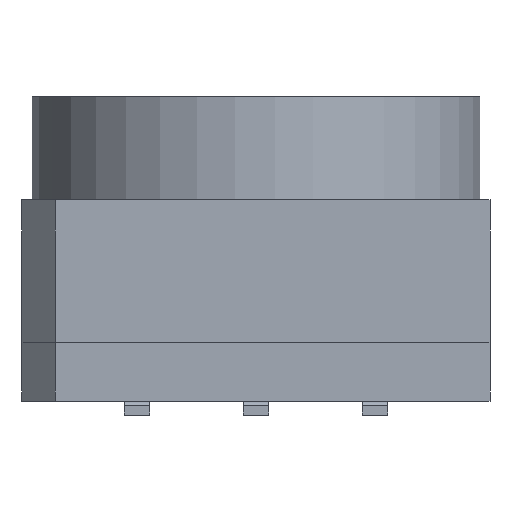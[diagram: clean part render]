
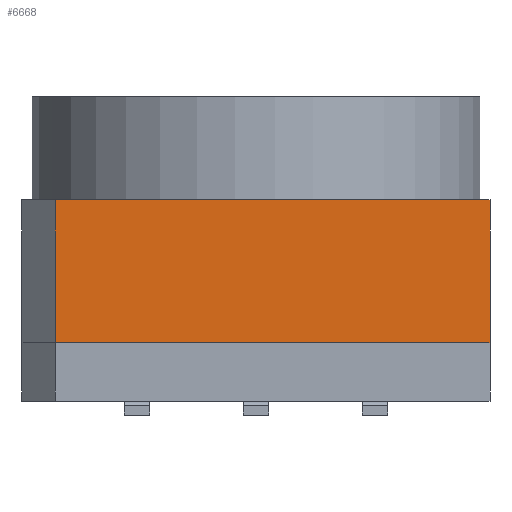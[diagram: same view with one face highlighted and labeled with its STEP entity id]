
A CAD part, left-side view. The second image highlights one B-rep face of the part: STEP entity #6668.
In plain terms, the highlighted planar face has unit normal (-1, 0, 0).
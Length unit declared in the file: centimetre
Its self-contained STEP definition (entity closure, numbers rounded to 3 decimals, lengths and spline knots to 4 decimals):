
#477=FACE_OUTER_BOUND('',#868,.T.);
#868=EDGE_LOOP('',(#4705,#4706,#4707,#4708));
#1337=LINE('',#8909,#2074);
#1367=LINE('',#8974,#2104);
#1370=LINE('',#8980,#2107);
#1377=LINE('',#8995,#2114);
#2074=VECTOR('',#7557,1.);
#2104=VECTOR('',#7617,1.);
#2107=VECTOR('',#7622,1.);
#2114=VECTOR('',#7633,1.);
#2816=VERTEX_POINT('',#8899);
#2819=VERTEX_POINT('',#8907);
#2839=VERTEX_POINT('',#8973);
#2841=VERTEX_POINT('',#8979);
#3518=EDGE_CURVE('',#2816,#2819,#1337,.T.);
#3549=EDGE_CURVE('',#2839,#2816,#1367,.T.);
#3552=EDGE_CURVE('',#2841,#2839,#1370,.T.);
#3560=EDGE_CURVE('',#2841,#2819,#1377,.T.);
#4705=ORIENTED_EDGE('',*,*,#3549,.T.);
#4706=ORIENTED_EDGE('',*,*,#3518,.T.);
#4707=ORIENTED_EDGE('',*,*,#3560,.F.);
#4708=ORIENTED_EDGE('',*,*,#3552,.T.);
#6397=PLANE('',#7091);
#6668=ADVANCED_FACE('',(#477),#6397,.T.);
#7091=AXIS2_PLACEMENT_3D('',#8994,#7631,#7632);
#7557=DIRECTION('',(0.,-1.,0.));
#7617=DIRECTION('',(0.,0.,-1.));
#7622=DIRECTION('',(0.,1.,0.));
#7631=DIRECTION('center_axis',(-1.,0.,0.));
#7632=DIRECTION('ref_axis',(0.,0.,
1.));
#7633=DIRECTION('',(0.,0.,-1.));
#8899=CARTESIAN_POINT('',(-0.5,0.4293,-0.1525));
#8907=CARTESIAN_POINT('',(-0.5,-0.5,-0.1525));
#8909=CARTESIAN_POINT('',(-0.5,0.5,-0.1525));
#8973=CARTESIAN_POINT('',(-0.5,0.4293,0.1525));
#8974=CARTESIAN_POINT('',(-0.5,0.4293,0.0763));
#8979=CARTESIAN_POINT('',(-0.5,-0.5,0.1525));
#8980=CARTESIAN_POINT('',(-0.5,0.5,0.1525));
#8994=CARTESIAN_POINT('Origin',(-0.5,-0.5,0.));
#8995=CARTESIAN_POINT('',(-0.5,-0.5,0.));
